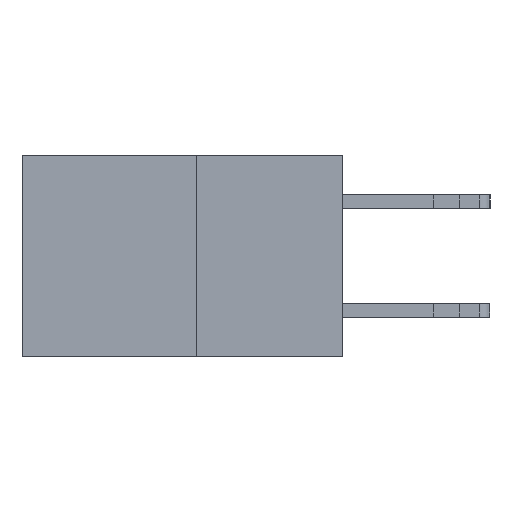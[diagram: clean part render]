
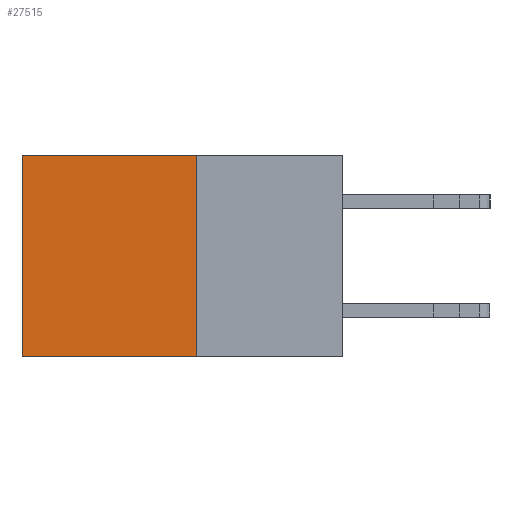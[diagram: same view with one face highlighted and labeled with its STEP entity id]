
A CAD part, left-side view. The second image highlights one B-rep face of the part: STEP entity #27515.
In plain terms, the highlighted planar face has unit normal (-1, 0, 0).
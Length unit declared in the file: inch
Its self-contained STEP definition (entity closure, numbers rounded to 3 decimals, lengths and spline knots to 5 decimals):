
#1587 = PLANE ( 'NONE',  #25532 ) ;
#1971 = ORIENTED_EDGE ( 'NONE', *, *, #18350, .F. ) ;
#2407 = DIRECTION ( 'NONE',  ( 0., 0., -1. ) ) ;
#3291 = VERTEX_POINT ( 'NONE', #14948 ) ;
#5021 = ORIENTED_EDGE ( 'NONE', *, *, #18816, .T. ) ;
#7550 = FACE_OUTER_BOUND ( 'NONE', #27854, .T. ) ;
#7696 = VECTOR ( 'NONE', #25430, 39.37008 ) ;
#9428 = EDGE_CURVE ( 'NONE', #27077, #3291, #13210, .T. ) ;
#9659 = ORIENTED_EDGE ( 'NONE', *, *, #9428, .F. ) ;
#11171 = CARTESIAN_POINT ( 'NONE',  ( 0.277, 0.27, -0.37 ) ) ;
#12021 = VERTEX_POINT ( 'NONE', #21588 ) ;
#12562 = CARTESIAN_POINT ( 'NONE',  ( 0.277, 0.59, 0. ) ) ;
#13168 = DIRECTION ( 'NONE',  ( 0., 1., 0. ) ) ;
#13210 = LINE ( 'NONE', #13576, #25246 ) ;
#13576 = CARTESIAN_POINT ( 'NONE',  ( 0.277, 0.27, -0.37 ) ) ;
#13597 = DIRECTION ( 'NONE',  ( 0., 0., -1. ) ) ;
#14945 = VECTOR ( 'NONE', #15435, 39.37008 ) ;
#14948 = CARTESIAN_POINT ( 'NONE',  ( 0.277, 0.59, -0.37 ) ) ;
#15435 = DIRECTION ( 'NONE',  ( 0., 0., -1. ) ) ;
#16775 = CARTESIAN_POINT ( 'NONE',  ( 0.277, 0.27, -0.37 ) ) ;
#18350 = EDGE_CURVE ( 'NONE', #12021, #27077, #25350, .T. ) ;
#18816 = EDGE_CURVE ( 'NONE', #12021, #22896, #19706, .T. ) ;
#18983 = VECTOR ( 'NONE', #2407, 39.37008 ) ;
#19706 = LINE ( 'NONE', #20626, #7696 ) ;
#20620 = LINE ( 'NONE', #29777, #14945 ) ;
#20626 = CARTESIAN_POINT ( 'NONE',  ( 0.277, 0.27, 0. ) ) ;
#21588 = CARTESIAN_POINT ( 'NONE',  ( 0.277, 0.27, 0. ) ) ;
#22896 = VERTEX_POINT ( 'NONE', #12562 ) ;
#25246 = VECTOR ( 'NONE', #13168, 39.37008 ) ;
#25350 = LINE ( 'NONE', #26293, #18983 ) ;
#25430 = DIRECTION ( 'NONE',  ( 0., 1., 0. ) ) ;
#25532 = AXIS2_PLACEMENT_3D ( 'NONE', #11171, #27991, #13597 ) ;
#26293 = CARTESIAN_POINT ( 'NONE',  ( 0.277, 0.27, -0.37 ) ) ;
#27077 = VERTEX_POINT ( 'NONE', #16775 ) ;
#27515 = ADVANCED_FACE ( 'NONE', ( #7550 ), #1587, .F. ) ;
#27854 = EDGE_LOOP ( 'NONE', ( #29256, #9659, #1971, #5021 ) ) ;
#27991 = DIRECTION ( 'NONE',  ( 1., 0., 0. ) ) ;
#28582 = EDGE_CURVE ( 'NONE', #22896, #3291, #20620, .T. ) ;
#29256 = ORIENTED_EDGE ( 'NONE', *, *, #28582, .T. ) ;
#29777 = CARTESIAN_POINT ( 'NONE',  ( 0.277, 0.59, -0.37 ) ) ;
